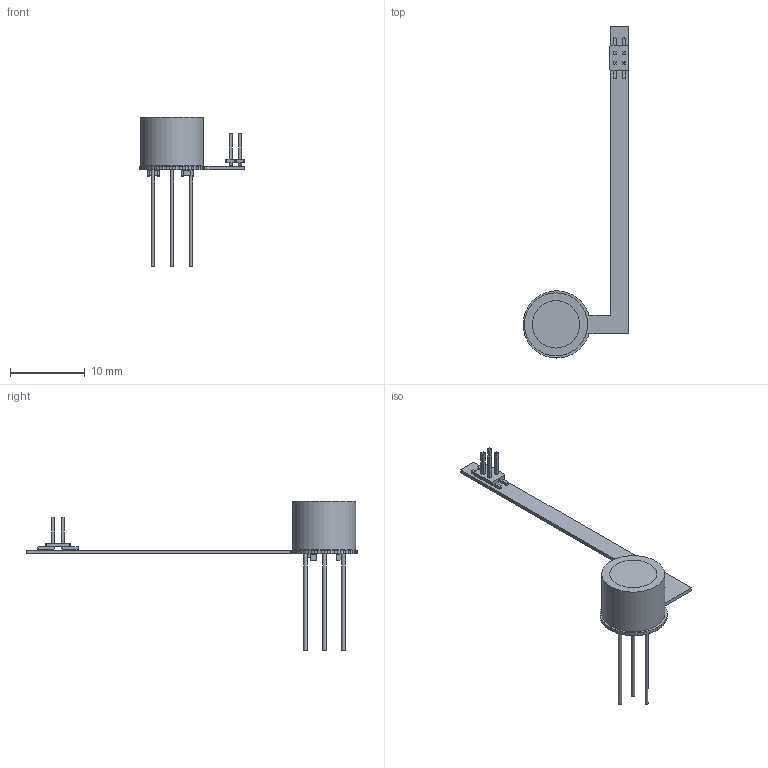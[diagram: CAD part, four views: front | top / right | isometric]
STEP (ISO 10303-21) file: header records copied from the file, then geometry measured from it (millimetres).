
FILE_DESCRIPTION(('KiCad electronic assembly'),'2;1');
FILE_NAME('flex-IQ80xL.step','2023-10-11T12:27:58',('Pcbnew'),('Kicad'), 'Open CASCADE STEP processor 7.5','KiCad to STEP converter','Unknown' );
FILE_SCHEMA(('AUTOMOTIVE_DESIGN { 1 0 10303 214 1 1 1 1 }'));
Length unit declared in the file: millimetre
Products named in the file (10): flex-IQ80xL 1; PinHeader_2x02_P1.27mm_Vertical_SMD; SOLID; IQ80xL; C_0603_1608Metric; R_0603_1608Metric; _autosave-flex-IQ80xL PCB
Assembly tree (10 placements, depth 3):
  flex-IQ80xL 1
    PinHeader_2x02_P1.27mm_Vertical_SMD
      SOLID
    IQ80xL
      SOLID
    C_0603_1608Metric  x2
      SOLID
    R_0603_1608Metric
      SOLID
    _autosave-flex-IQ80xL PCB
Bounding box: 14.18 x 44.5 x 20 mm (x, y, z)
Volume: 268.7 mm3; surface area: 1047.3 mm2
Topology: 6 solids, 7 shells, 263 faces, 670 edges, 435 vertices
Faces by surface type: plane 215, cylinder 48
Full cylindrical faces by diameter (mm): 0.45 x5, 0.559 x5, 6.35 x1, 8.45 x1
Entity records: 16151 total; most frequent: CARTESIAN_POINT 2607, DIRECTION 2329, LINE 1647, VECTOR 1647, ORIENTED_EDGE 1196, PCURVE 1196, DEFINITIONAL_REPRESENTATION 1196, EDGE_CURVE 598
